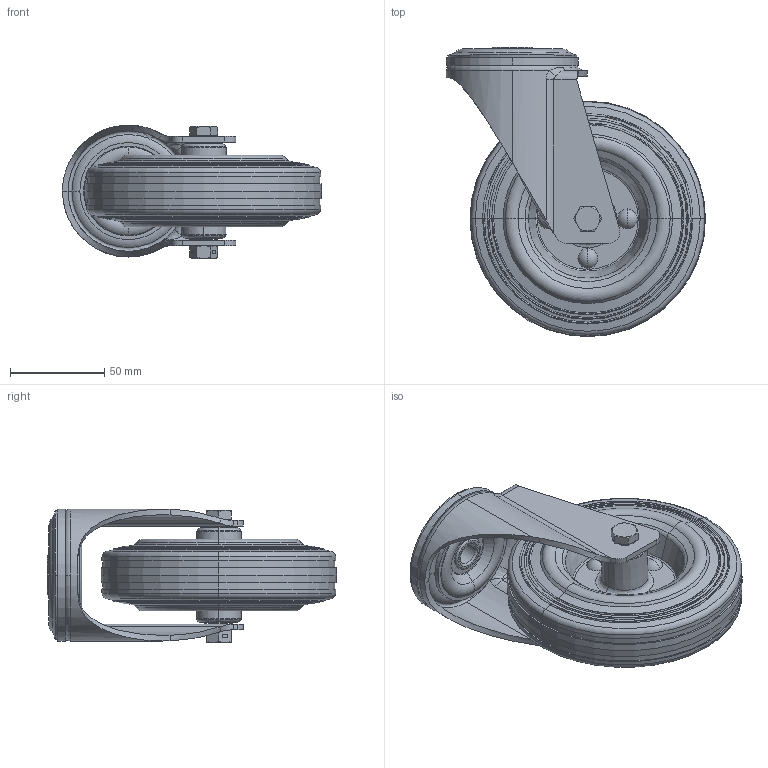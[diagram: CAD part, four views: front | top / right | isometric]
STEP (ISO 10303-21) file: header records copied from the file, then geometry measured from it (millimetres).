
FILE_DESCRIPTION (( 'STEP AP214' ), '1' );
FILE_NAME ('0056248.step', '2023-10-18T10:17:08', ( '' ), ( '' ), 'SwSTEP 2.0', 'SolidWorks 2020', '' );
FILE_SCHEMA (( 'AUTOMOTIVE_DESIGN' ));
Length unit declared in the file: millimetre
Products named in the file (1): 0056248
Bounding box: 137.5 x 153.5 x 71 mm (x, y, z)
Volume: 372165.9 mm3; surface area: 126747.1 mm2
Topology: 14 solids, 15 shells, 499 faces, 1087 edges, 628 vertices
Faces by surface type: cone 136, torus 120, cylinder 95, plane 90, bspline 58
Entity records: 22364 total; most frequent: CARTESIAN_POINT 5951, DIRECTION 2401, ORIENTED_EDGE 2142, EDGE_CURVE 1071, AXIS2_PLACEMENT_3D 1060, VERTEX_POINT 628, CIRCLE 618, EDGE_LOOP 565
